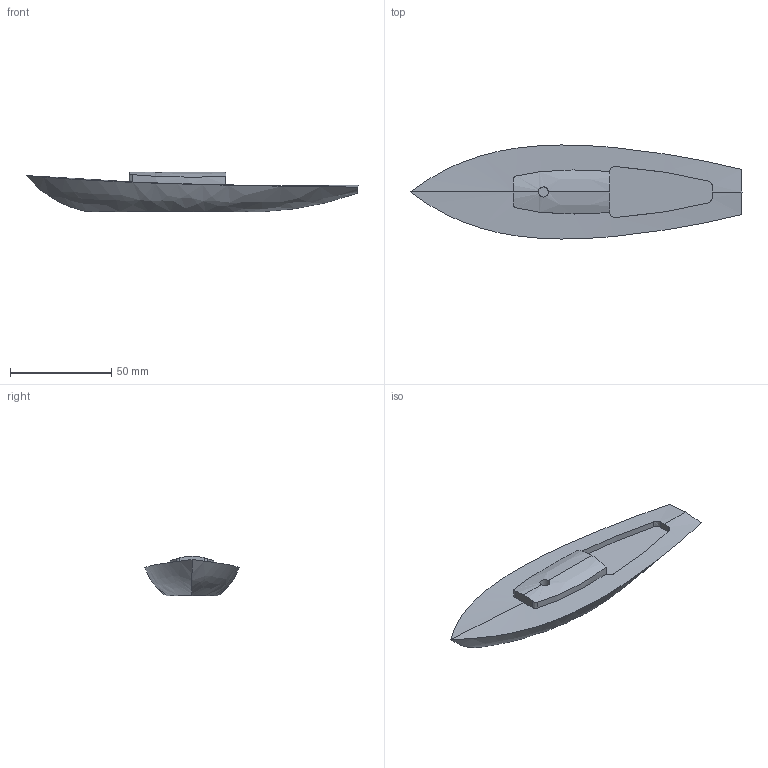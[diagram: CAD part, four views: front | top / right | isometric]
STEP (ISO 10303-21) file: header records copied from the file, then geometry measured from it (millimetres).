
FILE_DESCRIPTION(/* description */ (''),/* implementation_level */ '2;1');
FILE_NAME(/* name */ 'coqueBateauBody v17.step',/* time_stamp */ '2020-10-15T14:49:09+02:00',/* author */ (''),/* organization */ (''),/* preprocessor_version */ 'ST-DEVELOPER v18.1',/* originating_system */ 'Autodesk Translation Framework v9.3.0.1241',/* authorisation */ '');
FILE_SCHEMA (('AUTOMOTIVE_DESIGN { 1 0 10303 214 3 1 1 }'));
Length unit declared in the file: millimetre
Products named in the file (1): coqueBateauBody
Bounding box: 164 x 46.47 x 19.44 mm (x, y, z)
Volume: 56527 mm3; surface area: 14638 mm2
Topology: 1 solids, 1 shells, 26 faces, 69 edges, 45 vertices
Faces by surface type: bspline 16, plane 9, cylinder 1
Full cylindrical faces by diameter (mm): 5 x1
Entity records: 2614 total; most frequent: CARTESIAN_POINT 2108, ORIENTED_EDGE 138, EDGE_CURVE 69, B_SPLINE_CURVE_WITH_KNOTS 55, VERTEX_POINT 45, DIRECTION 33, FACE_OUTER_BOUND 26, EDGE_LOOP 26
